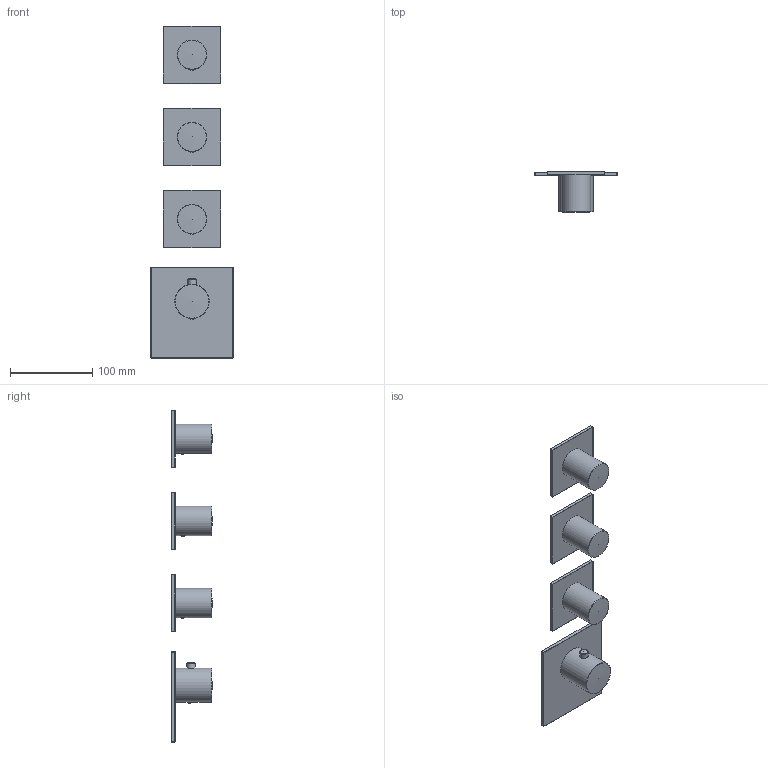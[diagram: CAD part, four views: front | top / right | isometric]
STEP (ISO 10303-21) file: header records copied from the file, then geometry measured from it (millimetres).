
FILE_DESCRIPTION(/* description */ ('Unknown'),/* implementation_level */ '2;1');
FILE_NAME(/* name */ 'MHRQ3',/* time_stamp */ '2016-04-29T14:43:43+02:00',/* author */ ('Unknown'),/* organization */ ('Unknown'),/* preprocessor_version */ 'ST-DEVELOPER v16.7',/* originating_system */ 'DEX',/* authorisation */ $);
FILE_SCHEMA (('AUTOMOTIVE_DESIGN {1 0 10303 214 3 1 1}'));
Length unit declared in the file: millimetre
Products named in the file (2): e180083_02100sc; E180083_02100SC
Assembly tree (1 placements, depth 2):
  e180083_02100sc
    E180083_02100SC
Bounding box: 100 x 49 x 404 mm (x, y, z)
Volume: 287091.3 mm3; surface area: 81785.1 mm2
Topology: 4 solids, 4 shells, 243 faces, 714 edges, 502 vertices
Faces by surface type: cylinder 84, plane 79, bspline 36, torus 29, sphere 9, cone 6
Full cylindrical faces by diameter (mm): 4.2 x4, 9.95 x1, 17 x3, 22 x4, 35.7 x3, 41.7 x1
Entity records: 16040 total; most frequent: CARTESIAN_POINT 10234, ORIENTED_EDGE 1274, DIRECTION 1022, EDGE_CURVE 637, VERTEX_POINT 461, AXIS2_PLACEMENT_3D 407, EDGE_LOOP 300, FACE_BOUND 300
